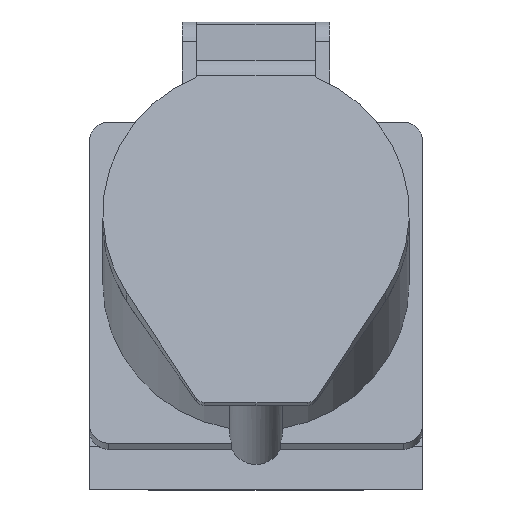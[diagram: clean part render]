
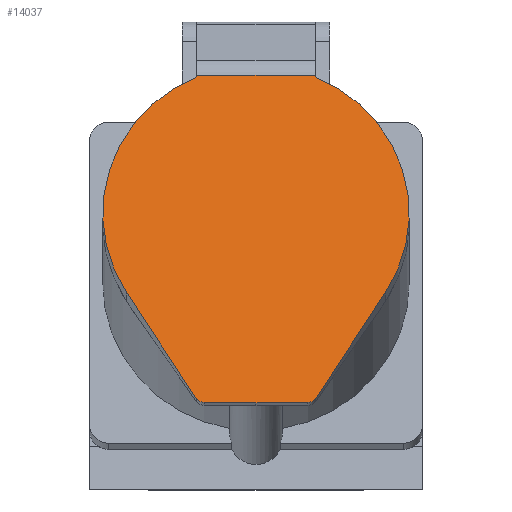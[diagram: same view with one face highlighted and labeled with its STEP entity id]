
A CAD part, top view. The second image highlights one B-rep face of the part: STEP entity #14037.
In plain terms, the highlighted planar face has unit normal (0, 0.259, 0.966).
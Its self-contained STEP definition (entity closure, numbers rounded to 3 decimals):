
#49 = CARTESIAN_POINT ( 'NONE',  ( 10.896, 20.119, 143.261 ) ) ;
#378 = DIRECTION ( 'NONE',  ( 0., -0.966, 0.259 ) ) ;
#845 = DIRECTION ( 'NONE',  ( 0., 0.259, 0.966 ) ) ;
#1048 = CARTESIAN_POINT ( 'NONE',  ( -12.5, 87.061, 125.324 ) ) ;
#1516 = VECTOR ( 'NONE', #11731, 1000. ) ;
#1569 = DIRECTION ( 'NONE',  ( 0., -0.966, 0.259 ) ) ;
#1798 = EDGE_CURVE ( 'NONE', #2723, #3735, #10953, .T. ) ;
#1845 = CIRCLE ( 'NONE', #2342, 2. ) ;
#2327 = CARTESIAN_POINT ( 'NONE',  ( -10.896, 20.119, 143.261 ) ) ;
#2339 = CIRCLE ( 'NONE', #17279, 2. ) ;
#2342 = AXIS2_PLACEMENT_3D ( 'NONE', #49, #10818, #1569 ) ;
#2723 = VERTEX_POINT ( 'NONE', #7592 ) ;
#2835 = ORIENTED_EDGE ( 'NONE', *, *, #11211, .T. ) ;
#3070 = ORIENTED_EDGE ( 'NONE', *, *, #9161, .T. ) ;
#3398 = AXIS2_PLACEMENT_3D ( 'NONE', #18789, #9618, #378 ) ;
#3652 = VERTEX_POINT ( 'NONE', #13002 ) ;
#3735 = VERTEX_POINT ( 'NONE', #4132 ) ;
#3907 = DIRECTION ( 'NONE',  ( 0., -0.966, 0.259 ) ) ;
#4030 = CARTESIAN_POINT ( 'NONE',  ( 0., 57.981, 133.116 ) ) ;
#4077 = CARTESIAN_POINT ( 'NONE',  ( -12.5, 87.061, 125.324 ) ) ;
#4132 = CARTESIAN_POINT ( 'NONE',  ( 27.199, 41.243, 137.601 ) ) ;
#4368 = CARTESIAN_POINT ( 'NONE',  ( -12.5, 89.132, 124.769 ) ) ;
#4430 = EDGE_LOOP ( 'NONE', ( #2835, #3070, #15326, #9398, #8878, #5450, #15790, #14500, #11133, #4705, #6805 ) ) ;
#4705 = ORIENTED_EDGE ( 'NONE', *, *, #7857, .T. ) ;
#4727 = CARTESIAN_POINT ( 'NONE',  ( -27.199, 41.243, 137.601 ) ) ;
#4841 = PLANE ( 'NONE',  #10701 ) ;
#5339 = DIRECTION ( 'NONE',  ( 0., -0.966, 0.259 ) ) ;
#5450 = ORIENTED_EDGE ( 'NONE', *, *, #1798, .T. ) ;
#5635 = DIRECTION ( 'NONE',  ( 0., -0.966, 0.259 ) ) ;
#5891 = VERTEX_POINT ( 'NONE', #9692 ) ;
#5949 = EDGE_CURVE ( 'NONE', #6417, #19118, #8669, .T. ) ;
#6207 = DIRECTION ( 'NONE',  ( 0.537, 0.815, -0.218 ) ) ;
#6407 = EDGE_CURVE ( 'NONE', #3652, #2723, #1845, .T. ) ;
#6417 = VERTEX_POINT ( 'NONE', #15379 ) ;
#6421 = DIRECTION ( 'NONE',  ( 0., -0.966, 0.259 ) ) ;
#6542 = EDGE_CURVE ( 'NONE', #12879, #17510, #8177, .T. ) ;
#6805 = ORIENTED_EDGE ( 'NONE', *, *, #13340, .T. ) ;
#7268 = VERTEX_POINT ( 'NONE', #14880 ) ;
#7391 = VECTOR ( 'NONE', #16995, 1000. ) ;
#7592 = CARTESIAN_POINT ( 'NONE',  ( 12.582, 19.081, 143.539 ) ) ;
#7627 = CIRCLE ( 'NONE', #14513, 32.25 ) ;
#7683 = DIRECTION ( 'NONE',  ( 0., 0.259, 0.966 ) ) ;
#7709 = VECTOR ( 'NONE', #5339, 1000. ) ;
#7735 = VERTEX_POINT ( 'NONE', #1048 ) ;
#7857 = EDGE_CURVE ( 'NONE', #7735, #14773, #15139, .T. ) ;
#8177 = CIRCLE ( 'NONE', #3398, 1127.688 ) ;
#8461 = EDGE_CURVE ( 'NONE', #17510, #3652, #12976, .T. ) ;
#8669 = LINE ( 'NONE', #15969, #7709 ) ;
#8878 = ORIENTED_EDGE ( 'NONE', *, *, #6407, .T. ) ;
#9161 = EDGE_CURVE ( 'NONE', #7268, #12879, #2339, .T. ) ;
#9398 = ORIENTED_EDGE ( 'NONE', *, *, #8461, .T. ) ;
#9403 = CARTESIAN_POINT ( 'NONE',  ( 0., 37.163, 138.694 ) ) ;
#9618 = DIRECTION ( 'NONE',  ( 0., 0.259, 0.966 ) ) ;
#9692 = CARTESIAN_POINT ( 'NONE',  ( -27.199, 41.243, 137.601 ) ) ;
#9748 = LINE ( 'NONE', #4077, #1516 ) ;
#10083 = CARTESIAN_POINT ( 'NONE',  ( 0., 57.981, 133.116 ) ) ;
#10658 = CIRCLE ( 'NONE', #12001, 32.25 ) ;
#10701 = AXIS2_PLACEMENT_3D ( 'NONE', #9403, #15569, #6421 ) ;
#10818 = DIRECTION ( 'NONE',  ( 0., 0.259, 0.966 ) ) ;
#10953 = LINE ( 'NONE', #16874, #11423 ) ;
#11133 = ORIENTED_EDGE ( 'NONE', *, *, #12253, .T. ) ;
#11211 = EDGE_CURVE ( 'NONE', #5891, #7268, #19584, .T. ) ;
#11423 = VECTOR ( 'NONE', #6207, 1000. ) ;
#11511 = EDGE_CURVE ( 'NONE', #3735, #19118, #7627, .T. ) ;
#11612 = DIRECTION ( 'NONE',  ( 0., -0.966, 0.259 ) ) ;
#11731 = DIRECTION ( 'NONE',  ( -1., 0., 0. ) ) ;
#12001 = AXIS2_PLACEMENT_3D ( 'NONE', #4030, #14805, #5635 ) ;
#12253 = EDGE_CURVE ( 'NONE', #6417, #7735, #9748, .T. ) ;
#12849 = CARTESIAN_POINT ( 'NONE',  ( 12.5, 86.697, 125.422 ) ) ;
#12879 = VERTEX_POINT ( 'NONE', #13465 ) ;
#12976 = CIRCLE ( 'NONE', #19024, 1127.688 ) ;
#13002 = CARTESIAN_POINT ( 'NONE',  ( 10.915, 18.187, 143.779 ) ) ;
#13124 = DIRECTION ( 'NONE',  ( 0., 0.259, 0.966 ) ) ;
#13340 = EDGE_CURVE ( 'NONE', #14773, #5891, #10658, .T. ) ;
#13465 = CARTESIAN_POINT ( 'NONE',  ( -10.915, 18.187, 143.779 ) ) ;
#14037 = ADVANCED_FACE ( 'NONE', ( #14259 ), #4841, .T. ) ;
#14259 = FACE_OUTER_BOUND ( 'NONE', #4430, .T. ) ;
#14500 = ORIENTED_EDGE ( 'NONE', *, *, #5949, .F. ) ;
#14513 = AXIS2_PLACEMENT_3D ( 'NONE', #10083, #845, #11612 ) ;
#14773 = VERTEX_POINT ( 'NONE', #16068 ) ;
#14805 = DIRECTION ( 'NONE',  ( 0., 0.259, 0.966 ) ) ;
#14880 = CARTESIAN_POINT ( 'NONE',  ( -12.582, 19.081, 143.539 ) ) ;
#15139 = LINE ( 'NONE', #4368, #19674 ) ;
#15326 = ORIENTED_EDGE ( 'NONE', *, *, #6542, .T. ) ;
#15379 = CARTESIAN_POINT ( 'NONE',  ( 12.5, 87.061, 125.324 ) ) ;
#15569 = DIRECTION ( 'NONE',  ( 0., 0.259, 0.966 ) ) ;
#15790 = ORIENTED_EDGE ( 'NONE', *, *, #11511, .T. ) ;
#15969 = CARTESIAN_POINT ( 'NONE',  ( 12.5, 89.132, 124.769 ) ) ;
#16068 = CARTESIAN_POINT ( 'NONE',  ( -12.5, 86.697, 125.422 ) ) ;
#16832 = CARTESIAN_POINT ( 'NONE',  ( 0., 1107.399, -148.075 ) ) ;
#16850 = DIRECTION ( 'NONE',  ( 0., -0.966, 0.259 ) ) ;
#16874 = CARTESIAN_POINT ( 'NONE',  ( 12., 18.198, 143.776 ) ) ;
#16995 = DIRECTION ( 'NONE',  ( 0.537, -0.815, 0.218 ) ) ;
#17279 = AXIS2_PLACEMENT_3D ( 'NONE', #2327, #13124, #3907 ) ;
#17510 = VERTEX_POINT ( 'NONE', #19624 ) ;
#18386 = DIRECTION ( 'NONE',  ( 0., -0.966, 0.259 ) ) ;
#18789 = CARTESIAN_POINT ( 'NONE',  ( 0., 1107.399, -148.075 ) ) ;
#19024 = AXIS2_PLACEMENT_3D ( 'NONE', #16832, #7683, #18386 ) ;
#19118 = VERTEX_POINT ( 'NONE', #12849 ) ;
#19584 = LINE ( 'NONE', #4727, #7391 ) ;
#19624 = CARTESIAN_POINT ( 'NONE',  ( 0., 18.136, 143.792 ) ) ;
#19674 = VECTOR ( 'NONE', #16850, 1000. ) ;
